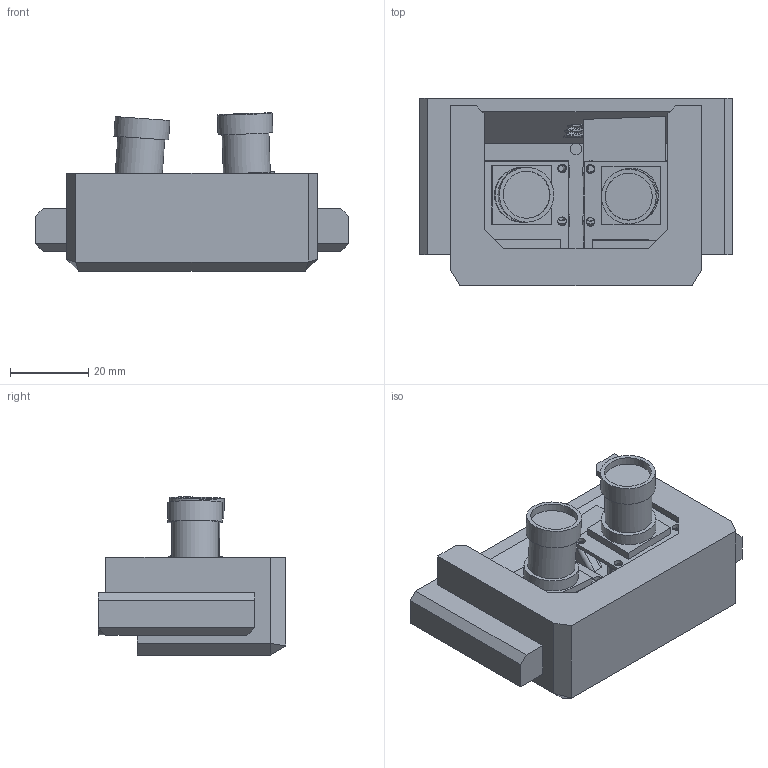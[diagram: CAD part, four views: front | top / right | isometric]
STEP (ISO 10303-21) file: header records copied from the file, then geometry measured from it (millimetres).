
FILE_DESCRIPTION(/* description */ (''),/* implementation_level */ '2;1');
FILE_NAME(/* name */ 'DualCamFixture.step',/* time_stamp */ '2022-05-13T12:38:56+02:00',/* author */ (''),/* organization */ (''),/* preprocessor_version */ 'ST-DEVELOPER v18.1',/* originating_system */ 'Autodesk Translation Framework v10.14.0.1471',/* authorisation */ '');
FILE_SCHEMA (('AUTOMOTIVE_DESIGN { 1 0 10303 214 3 1 1 }'));
Length unit declared in the file: millimetre
Products named in the file (2): DualCamFixture; Camera
Assembly tree (2 placements, depth 2):
  DualCamFixture
    Camera  x2
Bounding box: 80 x 48 x 40.41 mm (x, y, z)
Volume: 36665.3 mm3; surface area: 32026.3 mm2
Topology: 4 solids, 4 shells, 250 faces, 666 edges, 437 vertices
Faces by surface type: plane 162, cylinder 78, bspline 10
Full cylindrical faces by diameter (mm): 1.8 x8, 2.2 x8, 3 x3, 3.5 x1, 5.116 x2, 6.35 x3, 12 x4, 14 x4
Entity records: 8221 total; most frequent: CARTESIAN_POINT 2573, ORIENTED_EDGE 1204, DIRECTION 1080, EDGE_CURVE 602, LINE 416, VECTOR 416, VERTEX_POINT 395, AXIS2_PLACEMENT_3D 332
